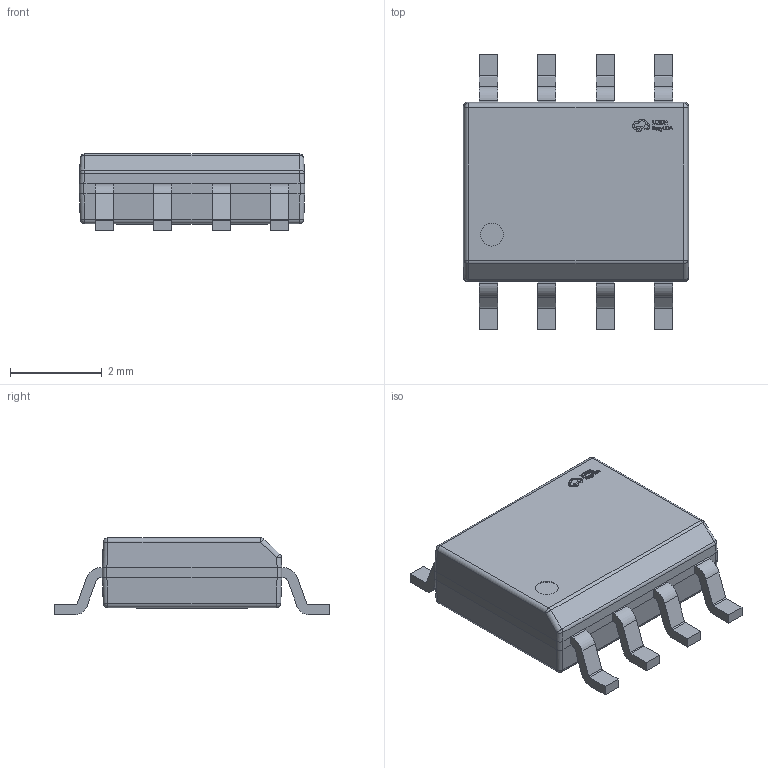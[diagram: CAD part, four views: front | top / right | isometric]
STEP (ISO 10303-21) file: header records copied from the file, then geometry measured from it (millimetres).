
FILE_DESCRIPTION (( 'STEP AP214' ), '1' );
FILE_NAME ('SOIC-8_L4.9-W3.9-P1.27-LS6.0-BL-EP3.3-1.STEP', '2022-12-24T12:50:12', ( '' ), ( '' ), 'SwSTEP 2.0', 'SolidWorks 2020', '' );
FILE_SCHEMA (( 'AUTOMOTIVE_DESIGN' ));
Length unit declared in the file: millimetre
Products named in the file (1): SOIC-8_L4.9-W3.9-P1.27-LS6.0-BL-EP3.3-1
Bounding box: 4.9 x 6 x 1.68 mm (x, y, z)
Volume: 29.5 mm3; surface area: 77 mm2
Topology: 1 solids, 1 shells, 396 faces, 1057 edges, 684 vertices
Faces by surface type: plane 227, bspline 98, cylinder 61, sphere 10
Entity records: 17093 total; most frequent: CARTESIAN_POINT 3468, ORIENTED_EDGE 2114, DIRECTION 1553, EDGE_CURVE 1057, VECTOR 743, LINE 743, VERTEX_POINT 684, EDGE_LOOP 417
